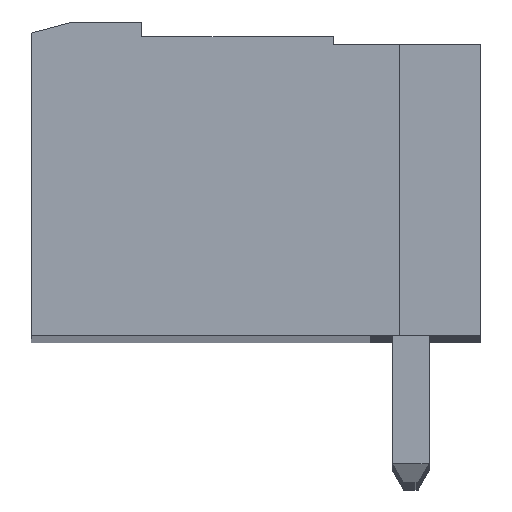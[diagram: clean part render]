
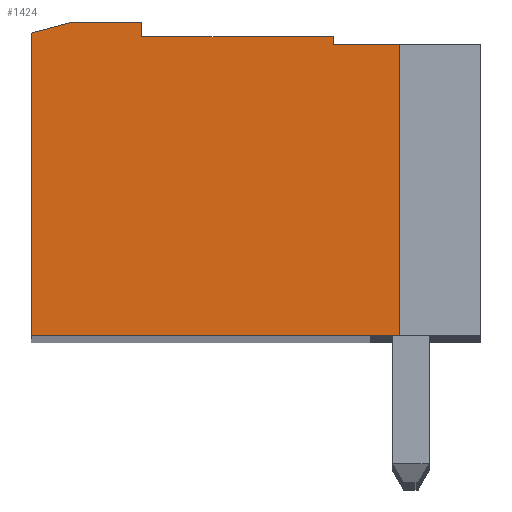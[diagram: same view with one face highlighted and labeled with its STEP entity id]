
A CAD part, top view. The second image highlights one B-rep face of the part: STEP entity #1424.
In plain terms, the highlighted planar face has unit normal (0, 0, 1).
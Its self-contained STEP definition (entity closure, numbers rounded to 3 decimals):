
#1424 = ADVANCED_FACE( '', ( #3997 ), #3998, .T. );
#3997 = FACE_OUTER_BOUND( '', #7827, .T. );
#3998 = PLANE( '', #7828 );
#7827 = EDGE_LOOP( '', ( #12100, #12101, #12102, #12103, #12104, #12105, #12106, #12107, #12108 ) );
#7828 = AXIS2_PLACEMENT_3D( '', #12109, #12110, #12111 );
#12100 = ORIENTED_EDGE( '', *, *, #23182, .F. );
#12101 = ORIENTED_EDGE( '', *, *, #23183, .F. );
#12102 = ORIENTED_EDGE( '', *, *, #23184, .F. );
#12103 = ORIENTED_EDGE( '', *, *, #23185, .F. );
#12104 = ORIENTED_EDGE( '', *, *, #23186, .F. );
#12105 = ORIENTED_EDGE( '', *, *, #23187, .F. );
#12106 = ORIENTED_EDGE( '', *, *, #23188, .F. );
#12107 = ORIENTED_EDGE( '', *, *, #23189, .F. );
#12108 = ORIENTED_EDGE( '', *, *, #23190, .F. );
#12109 = CARTESIAN_POINT( '', ( 204.225, 204.11, 102.6 ) );
#12110 = DIRECTION( '', ( 0., 0., 1. ) );
#12111 = DIRECTION( '', ( 0., 1., 0. ) );
#23182 = EDGE_CURVE( '', #27965, #27966, #27967, .T. );
#23183 = EDGE_CURVE( '', #27968, #27965, #27969, .T. );
#23184 = EDGE_CURVE( '', #27970, #27968, #27971, .T. );
#23185 = EDGE_CURVE( '', #27972, #27970, #27973, .T. );
#23186 = EDGE_CURVE( '', #27974, #27972, #27975, .T. );
#23187 = EDGE_CURVE( '', #27976, #27974, #27977, .T. );
#23188 = EDGE_CURVE( '', #27978, #27976, #27979, .T. );
#23189 = EDGE_CURVE( '', #27980, #27978, #27981, .T. );
#23190 = EDGE_CURVE( '', #27966, #27980, #27982, .T. );
#27965 = VERTEX_POINT( '', #34808 );
#27966 = VERTEX_POINT( '', #34809 );
#27967 = LINE( '', #34810, #34811 );
#27968 = VERTEX_POINT( '', #34812 );
#27969 = LINE( '', #34813, #34814 );
#27970 = VERTEX_POINT( '', #34815 );
#27971 = LINE( '', #34816, #34817 );
#27972 = VERTEX_POINT( '', #34818 );
#27973 = LINE( '', #34819, #34820 );
#27974 = VERTEX_POINT( '', #34821 );
#27975 = LINE( '', #34822, #34823 );
#27976 = VERTEX_POINT( '', #34824 );
#27977 = LINE( '', #34825, #34826 );
#27978 = VERTEX_POINT( '', #34827 );
#27979 = LINE( '', #34828, #34829 );
#27980 = VERTEX_POINT( '', #34830 );
#27981 = LINE( '', #34831, #34832 );
#27982 = LINE( '', #34833, #34834 );
#34808 = CARTESIAN_POINT( '', ( 204.225, 196.21, 102.6 ) );
#34809 = CARTESIAN_POINT( '', ( 194.225, 196.21, 102.6 ) );
#34810 = CARTESIAN_POINT( '', ( 194.225, 196.21, 102.6 ) );
#34811 = VECTOR( '', #43656, 1000. );
#34812 = CARTESIAN_POINT( '', ( 204.225, 204.11, 102.6 ) );
#34813 = CARTESIAN_POINT( '', ( 204.225, 196.21, 102.6 ) );
#34814 = VECTOR( '', #43657, 1000. );
#34815 = CARTESIAN_POINT( '', ( 202.425, 204.11, 102.6 ) );
#34816 = CARTESIAN_POINT( '', ( 204.225, 204.11, 102.6 ) );
#34817 = VECTOR( '', #43658, 1000. );
#34818 = CARTESIAN_POINT( '', ( 202.425, 204.31, 102.6 ) );
#34819 = CARTESIAN_POINT( '', ( 202.425, 204.11, 102.6 ) );
#34820 = VECTOR( '', #43659, 1000. );
#34821 = CARTESIAN_POINT( '', ( 197.225, 204.31, 102.6 ) );
#34822 = CARTESIAN_POINT( '', ( 202.425, 204.31, 102.6 ) );
#34823 = VECTOR( '', #43660, 1000. );
#34824 = CARTESIAN_POINT( '', ( 197.225, 204.71, 102.6 ) );
#34825 = CARTESIAN_POINT( '', ( 197.225, 204.31, 102.6 ) );
#34826 = VECTOR( '', #43661, 1000. );
#34827 = CARTESIAN_POINT( '', ( 195.345, 204.71, 102.6 ) );
#34828 = CARTESIAN_POINT( '', ( 197.225, 204.71, 102.6 ) );
#34829 = VECTOR( '', #43662, 1000. );
#34830 = CARTESIAN_POINT( '', ( 194.225, 204.41, 102.6 ) );
#34831 = CARTESIAN_POINT( '', ( 195.345, 204.71, 102.6 ) );
#34832 = VECTOR( '', #43663, 1000. );
#34833 = CARTESIAN_POINT( '', ( 194.225, 204.41, 102.6 ) );
#34834 = VECTOR( '', #43664, 1000. );
#43656 = DIRECTION( '', ( -1., 0., 0. ) );
#43657 = DIRECTION( '', ( 0., -1., 0. ) );
#43658 = DIRECTION( '', ( 1., 0., 0. ) );
#43659 = DIRECTION( '', ( 0., -1., 0. ) );
#43660 = DIRECTION( '', ( 1., 0., 0. ) );
#43661 = DIRECTION( '', ( 0., -1., 0. ) );
#43662 = DIRECTION( '', ( 1., 0., 0. ) );
#43663 = DIRECTION( '', ( 0.966, 0.259, 0. ) );
#43664 = DIRECTION( '', ( 0., 1., 0. ) );
